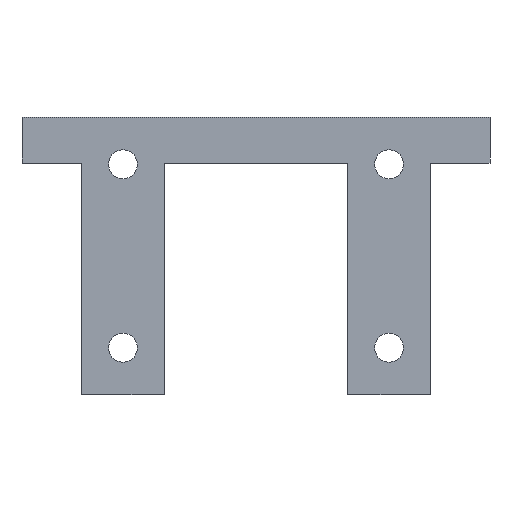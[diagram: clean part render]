
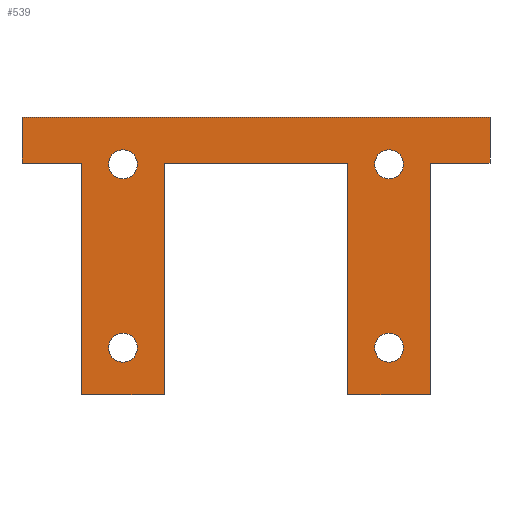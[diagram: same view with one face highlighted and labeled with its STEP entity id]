
A CAD part, front view. The second image highlights one B-rep face of the part: STEP entity #539.
In plain terms, the highlighted planar face has unit normal (0, -1, 0).
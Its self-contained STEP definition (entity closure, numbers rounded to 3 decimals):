
#37=FACE_BOUND('',#118,.T.);
#38=FACE_BOUND('',#119,.T.);
#39=FACE_BOUND('',#120,.T.);
#40=FACE_BOUND('',#121,.T.);
#59=CIRCLE('',#596,3.15);
#60=CIRCLE('',#597,3.15);
#61=CIRCLE('',#598,3.15);
#62=CIRCLE('',#599,3.15);
#81=FACE_OUTER_BOUND('',#117,.T.);
#117=EDGE_LOOP('',(#429,#430,#431,#432,#433,#434,#435,#436,#437,#438,#439,
#440));
#118=EDGE_LOOP('',(#441));
#119=EDGE_LOOP('',(#442));
#120=EDGE_LOOP('',(#443));
#121=EDGE_LOOP('',(#444));
#140=LINE('',#787,#188);
#146=LINE('',#808,#194);
#158=LINE('',#841,#206);
#162=LINE('',#854,#210);
#164=LINE('',#866,#212);
#166=LINE('',#871,#214);
#167=LINE('',#873,#215);
#168=LINE('',#875,#216);
#169=LINE('',#877,#217);
#170=LINE('',#879,#218);
#171=LINE('',#881,#219);
#172=LINE('',#882,#220);
#188=VECTOR('',#628,10.);
#194=VECTOR('',#648,10.);
#206=VECTOR('',#674,10.);
#210=VECTOR('',#686,10.);
#212=VECTOR('',#700,10.);
#214=VECTOR('',#706,10.);
#215=VECTOR('',#707,10.);
#216=VECTOR('',#708,10.);
#217=VECTOR('',#709,10.);
#218=VECTOR('',#710,10.);
#219=VECTOR('',#711,10.);
#220=VECTOR('',#712,10.);
#235=VERTEX_POINT('',#783);
#237=VERTEX_POINT('',#786);
#244=VERTEX_POINT('',#804);
#259=VERTEX_POINT('',#840);
#263=VERTEX_POINT('',#850);
#264=VERTEX_POINT('',#852);
#269=VERTEX_POINT('',#870);
#270=VERTEX_POINT('',#872);
#271=VERTEX_POINT('',#874);
#272=VERTEX_POINT('',#876);
#273=VERTEX_POINT('',#878);
#274=VERTEX_POINT('',#880);
#275=VERTEX_POINT('',#883);
#276=VERTEX_POINT('',#885);
#277=VERTEX_POINT('',#887);
#278=VERTEX_POINT('',#889);
#288=EDGE_CURVE('',#235,#237,#140,.T.);
#299=EDGE_CURVE('',#244,#237,#146,.T.);
#315=EDGE_CURVE('',#244,#259,#158,.T.);
#322=EDGE_CURVE('',#264,#263,#162,.T.);
#328=EDGE_CURVE('',#259,#264,#164,.T.);
#330=EDGE_CURVE('',#269,#235,#166,.T.);
#331=EDGE_CURVE('',#269,#270,#167,.T.);
#332=EDGE_CURVE('',#270,#271,#168,.T.);
#333=EDGE_CURVE('',#272,#271,#169,.T.);
#334=EDGE_CURVE('',#272,#273,#170,.T.);
#335=EDGE_CURVE('',#273,#274,#171,.T.);
#336=EDGE_CURVE('',#263,#274,#172,.T.);
#337=EDGE_CURVE('',#275,#275,#59,.T.);
#338=EDGE_CURVE('',#276,#276,#60,.T.);
#339=EDGE_CURVE('',#277,#277,#61,.T.);
#340=EDGE_CURVE('',#278,#278,#62,.T.);
#429=ORIENTED_EDGE('',*,*,#330,.F.);
#430=ORIENTED_EDGE('',*,*,#331,.T.);
#431=ORIENTED_EDGE('',*,*,#332,.T.);
#432=ORIENTED_EDGE('',*,*,#333,.F.);
#433=ORIENTED_EDGE('',*,*,#334,.T.);
#434=ORIENTED_EDGE('',*,*,#335,.T.);
#435=ORIENTED_EDGE('',*,*,#336,.F.);
#436=ORIENTED_EDGE('',*,*,#322,.F.);
#437=ORIENTED_EDGE('',*,*,#328,.F.);
#438=ORIENTED_EDGE('',*,*,#315,.F.);
#439=ORIENTED_EDGE('',*,*,#299,.T.);
#440=ORIENTED_EDGE('',*,*,#288,.F.);
#441=ORIENTED_EDGE('',*,*,#337,.F.);
#442=ORIENTED_EDGE('',*,*,#338,.F.);
#443=ORIENTED_EDGE('',*,*,#339,.T.);
#444=ORIENTED_EDGE('',*,*,#340,.T.);
#521=PLANE('',#595);
#539=ADVANCED_FACE('',(#81,#37,#38,#39,#40),#521,.F.);
#595=AXIS2_PLACEMENT_3D('',#869,#704,#705);
#596=AXIS2_PLACEMENT_3D('',#884,#713,#714);
#597=AXIS2_PLACEMENT_3D('',#886,#715,#716);
#598=AXIS2_PLACEMENT_3D('',#888,#717,#718);
#599=AXIS2_PLACEMENT_3D('',#890,#719,#720);
#628=DIRECTION('',(-1.,0.,0.));
#648=DIRECTION('',(0.,0.,-1.));
#674=DIRECTION('',(1.,0.,0.));
#686=DIRECTION('',(-1.,0.,0.));
#700=DIRECTION('',(0.,0.,-1.));
#704=DIRECTION('center_axis',(0.,1.,0.));
#705=DIRECTION('ref_axis',(1.,0.,0.));
#706=DIRECTION('',(0.,0.,1.));
#707=DIRECTION('',(1.,0.,0.));
#708=DIRECTION('',(0.,0.,1.));
#709=DIRECTION('',(-1.,0.,0.));
#710=DIRECTION('',(0.,0.,-1.));
#711=DIRECTION('',(1.,0.,0.));
#712=DIRECTION('',(0.,0.,-1.));
#713=DIRECTION('center_axis',(0.,-1.,0.));
#714=DIRECTION('ref_axis',(1.,0.,0.));
#715=DIRECTION('center_axis',(0.,-1.,0.));
#716=DIRECTION('ref_axis',(1.,0.,0.));
#717=DIRECTION('center_axis',(0.,1.,0.));
#718=DIRECTION('ref_axis',(-1.,0.,0.));
#719=DIRECTION('center_axis',(0.,1.,0.));
#720=DIRECTION('ref_axis',(-1.,0.,0.));
#783=CARTESIAN_POINT('',(-39.,0.,30.));
#786=CARTESIAN_POINT('',(-52.,0.,30.));
#787=CARTESIAN_POINT('',(-12.,0.,30.));
#804=CARTESIAN_POINT('',(-52.,0.,40.));
#808=CARTESIAN_POINT('',(-52.,0.,40.));
#840=CARTESIAN_POINT('',(50.,0.,40.));
#841=CARTESIAN_POINT('',(-8.,0.,40.));
#850=CARTESIAN_POINT('',(37.,0.,30.));
#852=CARTESIAN_POINT('',(50.,0.,30.));
#854=CARTESIAN_POINT('',(50.,0.,30.));
#866=CARTESIAN_POINT('',(50.,0.,40.));
#869=CARTESIAN_POINT('Origin',(8.,0.,9.75));
#870=CARTESIAN_POINT('',(-39.,0.,-20.5));
#871=CARTESIAN_POINT('',(-39.,0.,9.75));
#872=CARTESIAN_POINT('',(-21.,0.,-20.5));
#873=CARTESIAN_POINT('',(-21.,0.,-20.5));
#874=CARTESIAN_POINT('',(-21.,0.,30.));
#875=CARTESIAN_POINT('',(-21.,0.,40.));
#876=CARTESIAN_POINT('',(19.,0.,30.));
#877=CARTESIAN_POINT('',(37.,0.,30.));
#878=CARTESIAN_POINT('',(19.,0.,-20.5));
#879=CARTESIAN_POINT('',(19.,0.,40.));
#880=CARTESIAN_POINT('',(37.,0.,-20.5));
#881=CARTESIAN_POINT('',(19.,0.,-20.5));
#882=CARTESIAN_POINT('',(37.,0.,9.75));
#883=CARTESIAN_POINT('',(24.85,0.,-10.25));
#884=CARTESIAN_POINT('Origin',(28.,0.,-10.25));
#885=CARTESIAN_POINT('',(24.85,0.,29.75));
#886=CARTESIAN_POINT('Origin',(28.,0.,29.75));
#887=CARTESIAN_POINT('',(-26.85,0.,-10.25));
#888=CARTESIAN_POINT('Origin',(-30.,0.,-10.25));
#889=CARTESIAN_POINT('',(-26.85,0.,29.75));
#890=CARTESIAN_POINT('Origin',(-30.,0.,29.75));
